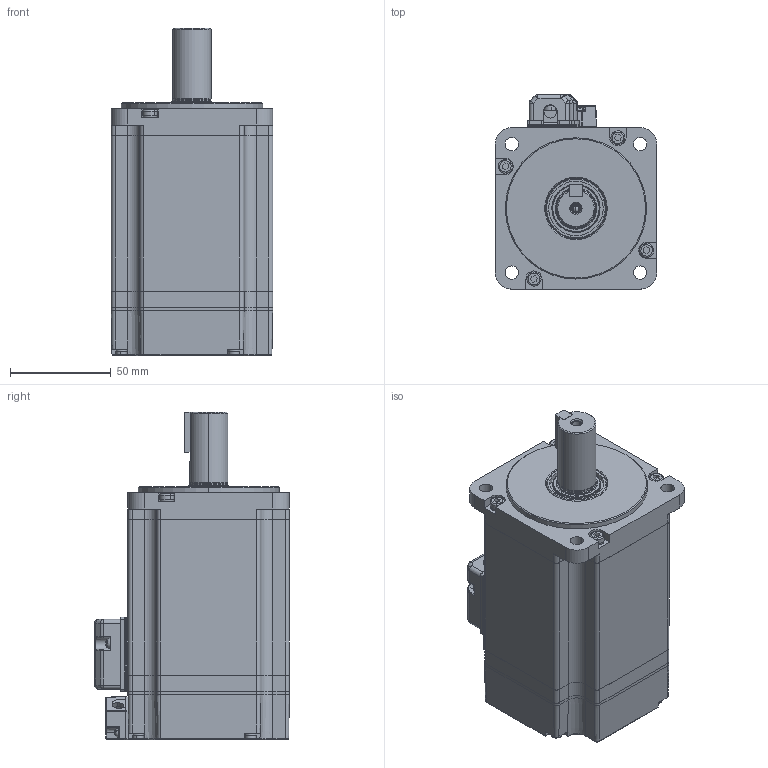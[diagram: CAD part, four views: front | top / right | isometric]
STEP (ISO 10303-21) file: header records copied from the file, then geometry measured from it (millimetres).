
FILE_DESCRIPTION (( 'STEP AP203' ), '1' );
FILE_NAME ('EM1-750W-K-O.STEP', '2019-12-06T01:39:43', ( '' ), ( '' ), 'SwSTEP 2.0', 'SolidWorks 2015', '' );
FILE_SCHEMA (( 'CONFIG_CONTROL_DESIGN' ));
Length unit declared in the file: millimetre
Products named in the file (1): EM1-750W-K-O
Bounding box: 80.04 x 96.54 x 162.4 mm (x, y, z)
Surface area: 69164 mm2 (no closed solid volume)
Topology: 0 solids, 27 shells, 647 faces, 1998 edges, 1333 vertices
Faces by surface type: plane 274, cylinder 210, cone 54, torus 46, bspline 34, sphere 29
Entity records: 24242 total; most frequent: CARTESIAN_POINT 6404, DIRECTION 3929, ORIENTED_EDGE 3404, EDGE_CURVE 1961, AXIS2_PLACEMENT_3D 1457, VERTEX_POINT 1321, LINE 1015, VECTOR 1015
